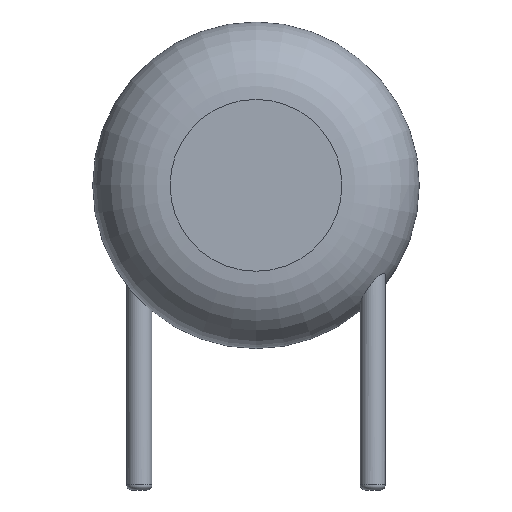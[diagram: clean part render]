
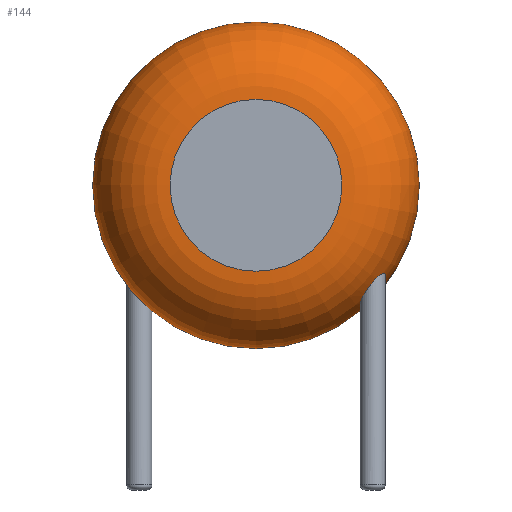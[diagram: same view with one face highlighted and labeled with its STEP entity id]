
A CAD part, front view. The second image highlights one B-rep face of the part: STEP entity #144.
In plain terms, the highlighted toroidal (fillet/blend) face has major radius 1.841 mm and minor radius 1.659 mm.
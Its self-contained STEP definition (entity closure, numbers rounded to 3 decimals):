
#24 = VERTEX_POINT('',#25);
#25 = CARTESIAN_POINT('',(6.,-0.691,3.53));
#31 = EDGE_CURVE('',#24,#24,#32,.T.);
#32 = CIRCLE('',#33,3.5);
#33 = AXIS2_PLACEMENT_3D('',#34,#35,#36);
#34 = CARTESIAN_POINT('',(2.5,-0.691,3.53));
#35 = DIRECTION('',(0.,-1.,0.));
#36 = DIRECTION('',(1.,0.,0.));
#144 = ADVANCED_FACE('',(#145,#165),#239,.T.);
#145 = FACE_BOUND('',#146,.T.);
#146 = EDGE_LOOP('',(#147,#148,#157,#164));
#147 = ORIENTED_EDGE('',*,*,#31,.T.);
#148 = ORIENTED_EDGE('',*,*,#149,.T.);
#149 = EDGE_CURVE('',#24,#150,#152,.T.);
#150 = VERTEX_POINT('',#151);
#151 = CARTESIAN_POINT('',(4.341,-2.35,3.53));
#152 = CIRCLE('',#153,1.659);
#153 = AXIS2_PLACEMENT_3D('',#154,#155,#156);
#154 = CARTESIAN_POINT('',(4.341,-0.691,3.53));
#155 = DIRECTION('',(0.,0.,-1.));
#156 = DIRECTION('',(1.,0.,0.));
#157 = ORIENTED_EDGE('',*,*,#158,.F.);
#158 = EDGE_CURVE('',#150,#150,#159,.T.);
#159 = CIRCLE('',#160,1.841);
#160 = AXIS2_PLACEMENT_3D('',#161,#162,#163);
#161 = CARTESIAN_POINT('',(2.5,-2.35,3.53));
#162 = DIRECTION('',(0.,-1.,0.));
#163 = DIRECTION('',(1.,0.,0.));
#164 = ORIENTED_EDGE('',*,*,#149,.F.);
#165 = FACE_BOUND('',#166,.T.);
#166 = EDGE_LOOP('',(#167,#186));
#167 = ORIENTED_EDGE('',*,*,#168,.T.);
#168 = EDGE_CURVE('',#169,#171,#173,.T.);
#169 = VERTEX_POINT('',#170);
#170 = CARTESIAN_POINT('',(5.27,-1.3,1.586));
#171 = VERTEX_POINT('',#172);
#172 = CARTESIAN_POINT('',(5.056,-1.036,1.193
));
#173 = B_SPLINE_CURVE_WITH_KNOTS('',6,(#174,#175,#176,#177,#178,#179,
#180,#181,#182,#183,#184,#185),.UNSPECIFIED.,.F.,.F.,(7,5,7),(
0.,0.686,1.),.UNSPECIFIED.);
#174 = CARTESIAN_POINT('',(5.27,-1.3,1.586));
#175 = CARTESIAN_POINT('',(5.27,-1.256,1.555));
#176 = CARTESIAN_POINT('',(5.261,-1.213,1.517
));
#177 = CARTESIAN_POINT('',(5.245,-1.174,1.474)
);
#178 = CARTESIAN_POINT('',(5.222,-1.138,1.427
));
#179 = CARTESIAN_POINT('',(5.194,-1.107,1.378)
);
#180 = CARTESIAN_POINT('',(5.145,-1.072,1.306)
);
#181 = CARTESIAN_POINT('',(5.129,-1.062,1.283
));
#182 = CARTESIAN_POINT('',(5.112,-1.053,1.26
));
#183 = CARTESIAN_POINT('',(5.094,-1.046,1.237
));
#184 = CARTESIAN_POINT('',(5.075,-1.04,1.215
));
#185 = CARTESIAN_POINT('',(5.056,-1.036,1.193
));
#186 = ORIENTED_EDGE('',*,*,#187,.T.);
#187 = EDGE_CURVE('',#171,#169,#188,.T.);
#188 = B_SPLINE_CURVE_WITH_KNOTS('',7,(#189,#190,#191,#192,#193,#194,
#195,#196,#197,#198,#199,#200,#201,#202,#203,#204,#205,#206,#207,
#208,#209,#210,#211,#212,#213,#214,#215,#216,#217,#218,#219,#220,
#221,#222,#223,#224,#225,#226,#227,#228,#229,#230,#231,#232,#233,
#234,#235,#236,#237,#238),.UNSPECIFIED.,.F.,.F.,(8,6,6,6,6,6,6,6,8),
(0.,0.176,0.275,0.376,0.431,
0.591,0.743,0.869,1.),.UNSPECIFIED.);
#189 = CARTESIAN_POINT('',(5.056,-1.036,1.193
));
#190 = CARTESIAN_POINT('',(5.025,-1.029,1.156
));
#191 = CARTESIAN_POINT('',(4.992,-1.027,1.12
));
#192 = CARTESIAN_POINT('',(4.958,-1.029,1.087)
);
#193 = CARTESIAN_POINT('',(4.924,-1.036,1.055)
);
#194 = CARTESIAN_POINT('',(4.892,-1.049,1.027
));
#195 = CARTESIAN_POINT('',(4.861,-1.066,1.004
));
#196 = CARTESIAN_POINT('',(4.817,-1.1,0.976
));
#197 = CARTESIAN_POINT('',(4.803,-1.114,0.967
));
#198 = CARTESIAN_POINT('',(4.789,-1.129,0.96
));
#199 = CARTESIAN_POINT('',(4.777,-1.145,0.956
));
#200 = CARTESIAN_POINT('',(4.766,-1.162,0.953
));
#201 = CARTESIAN_POINT('',(4.757,-1.18,0.952
));
#202 = CARTESIAN_POINT('',(4.742,-1.217,0.955)
);
#203 = CARTESIAN_POINT('',(4.736,-1.237,0.958
));
#204 = CARTESIAN_POINT('',(4.732,-1.257,0.964
));
#205 = CARTESIAN_POINT('',(4.73,-1.277,0.971
));
#206 = CARTESIAN_POINT('',(4.729,-1.296,0.981)
);
#207 = CARTESIAN_POINT('',(4.73,-1.316,0.992
));
#208 = CARTESIAN_POINT('',(4.734,-1.345,1.012
));
#209 = CARTESIAN_POINT('',(4.735,-1.355,1.02)
);
#210 = CARTESIAN_POINT('',(4.738,-1.366,1.028)
);
#211 = CARTESIAN_POINT('',(4.74,-1.375,1.036)
);
#212 = CARTESIAN_POINT('',(4.743,-1.385,1.045
));
#213 = CARTESIAN_POINT('',(4.747,-1.395,1.054
));
#214 = CARTESIAN_POINT('',(4.762,-1.431,1.091
));
#215 = CARTESIAN_POINT('',(4.776,-1.456,1.121
));
#216 = CARTESIAN_POINT('',(4.793,-1.478,1.154
));
#217 = CARTESIAN_POINT('',(4.813,-1.499,1.189
));
#218 = CARTESIAN_POINT('',(4.835,-1.516,1.225
));
#219 = CARTESIAN_POINT('',(4.858,-1.531,1.261)
);
#220 = CARTESIAN_POINT('',(4.906,-1.555,1.334
));
#221 = CARTESIAN_POINT('',(4.931,-1.563,1.369)
);
#222 = CARTESIAN_POINT('',(4.958,-1.569,1.405)
);
#223 = CARTESIAN_POINT('',(4.985,-1.572,1.439
));
#224 = CARTESIAN_POINT('',(5.012,-1.572,1.472)
);
#225 = CARTESIAN_POINT('',(5.04,-1.569,1.504
));
#226 = CARTESIAN_POINT('',(5.091,-1.555,1.556)
);
#227 = CARTESIAN_POINT('',(5.114,-1.547,1.577)
);
#228 = CARTESIAN_POINT('',(5.136,-1.536,1.596
));
#229 = CARTESIAN_POINT('',(5.157,-1.522,1.612
));
#230 = CARTESIAN_POINT('',(5.178,-1.506,1.624
));
#231 = CARTESIAN_POINT('',(5.196,-1.488,1.633
));
#232 = CARTESIAN_POINT('',(5.228,-1.447,1.641
));
#233 = CARTESIAN_POINT('',(5.242,-1.424,1.641
));
#234 = CARTESIAN_POINT('',(5.254,-1.4,1.637
));
#235 = CARTESIAN_POINT('',(5.262,-1.375,1.629));
#236 = CARTESIAN_POINT('',(5.267,-1.35,1.617
));
#237 = CARTESIAN_POINT('',(5.27,-1.325,1.603));
#238 = CARTESIAN_POINT('',(5.27,-1.3,1.586));
#239 = TOROIDAL_SURFACE('',#240,1.841,1.659);
#240 = AXIS2_PLACEMENT_3D('',#241,#242,#243);
#241 = CARTESIAN_POINT('',(2.5,-0.691,3.53));
#242 = DIRECTION('',(0.,-1.,0.));
#243 = DIRECTION('',(1.,0.,0.));
